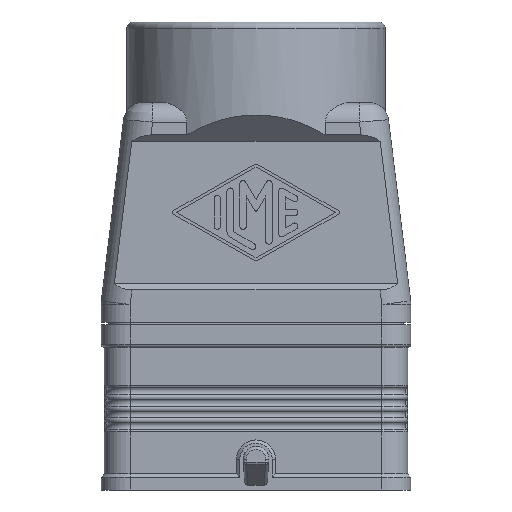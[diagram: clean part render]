
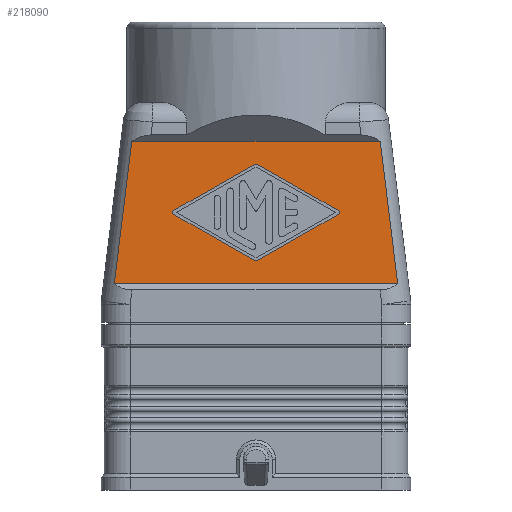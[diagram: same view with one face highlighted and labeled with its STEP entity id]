
A CAD part, front view. The second image highlights one B-rep face of the part: STEP entity #218090.
In plain terms, the highlighted planar face has unit normal (0, -1, 0).
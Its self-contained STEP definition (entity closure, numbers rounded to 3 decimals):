
#184710=CARTESIAN_POINT('',(-19.246,-15.9,75.35));
#184720=VERTEX_POINT('',#184710);
#184750=CARTESIAN_POINT('',(-22.642,-15.9,
47.695));
#184760=DIRECTION('',(-0.122,0.,-0.993));
#184770=VECTOR('',#184760,1.);
#184780=LINE('',#184750,#184770);
#184790=CARTESIAN_POINT('',(-21.948,-15.9,53.35));
#184800=VERTEX_POINT('',#184790);
#184810=EDGE_CURVE('',#184720,#184800,#184780,.T.);
#217090=CARTESIAN_POINT('',(0.,-15.9,53.35));
#217100=DIRECTION('',(0.,1.,0.));
#217110=DIRECTION('',(0.,0.,-1.));
#217120=AXIS2_PLACEMENT_3D('',#217090,#217100,#217110);
#217130=PLANE('',#217120);
#217140=CARTESIAN_POINT('',(0.,-15.9,71.35));
#217150=DIRECTION('',(0.,-1.,0.));
#217160=DIRECTION('',(1.,0.,0.));
#217170=AXIS2_PLACEMENT_3D('',#217140,#217150,#217160);
#217180=CIRCLE('',#217170,0.5);
#217190=CARTESIAN_POINT('',(0.248,-15.9,
71.784));
#217200=VERTEX_POINT('',#217190);
#217210=CARTESIAN_POINT('',(-0.248,-15.9,
71.784));
#217220=VERTEX_POINT('',#217210);
#217230=EDGE_CURVE('',#217200,#217220,#217180,.T.);
#217240=ORIENTED_EDGE('',*,*,#217230,.F.);
#217250=CARTESIAN_POINT('',(0.,-15.9,71.926));
#217260=DIRECTION('',(-0.868,0.,-0.496));
#217270=VECTOR('',#217260,1.);
#217280=LINE('',#217250,#217270);
#217290=CARTESIAN_POINT('',(-12.874,-15.9,
64.567));
#217300=VERTEX_POINT('',#217290);
#217310=EDGE_CURVE('',#217220,#217300,#217280,.T.);
#217320=ORIENTED_EDGE('',*,*,#217310,.F.);
#217330=CARTESIAN_POINT('',(-12.75,-15.9,64.35));
#217340=DIRECTION('',(0.,-1.,0.));
#217350=DIRECTION('',(1.,0.,0.));
#217360=AXIS2_PLACEMENT_3D('',#217330,#217340,#217350);
#217370=CIRCLE('',#217360,0.25);
#217380=CARTESIAN_POINT('',(-12.874,-15.9,
64.133));
#217390=VERTEX_POINT('',#217380);
#217400=EDGE_CURVE('',#217300,#217390,#217370,.T.);
#217410=ORIENTED_EDGE('',*,*,#217400,.F.);
#217420=CARTESIAN_POINT('',(0.,-15.9,56.774));
#217430=DIRECTION('',(0.868,0.,-0.496));
#217440=VECTOR('',#217430,1.);
#217450=LINE('',#217420,#217440);
#217460=CARTESIAN_POINT('',(-0.248,-15.9,
56.916));
#217470=VERTEX_POINT('',#217460);
#217480=EDGE_CURVE('',#217390,#217470,#217450,.T.);
#217490=ORIENTED_EDGE('',*,*,#217480,.F.);
#217500=CARTESIAN_POINT('',(0.,-15.9,57.35));
#217510=DIRECTION('',(0.,-1.,0.));
#217520=DIRECTION('',(1.,0.,0.));
#217530=AXIS2_PLACEMENT_3D('',#217500,#217510,#217520);
#217540=CIRCLE('',#217530,0.5);
#217550=CARTESIAN_POINT('',(0.248,-15.9,
56.916));
#217560=VERTEX_POINT('',#217550);
#217570=EDGE_CURVE('',#217470,#217560,#217540,.T.);
#217580=ORIENTED_EDGE('',*,*,#217570,.F.);
#217590=CARTESIAN_POINT('',(0.,-15.9,56.774));
#217600=DIRECTION('',(0.868,0.,0.496));
#217610=VECTOR('',#217600,1.);
#217620=LINE('',#217590,#217610);
#217630=CARTESIAN_POINT('',(12.874,-15.9,
64.133));
#217640=VERTEX_POINT('',#217630);
#217650=EDGE_CURVE('',#217560,#217640,#217620,.T.);
#217660=ORIENTED_EDGE('',*,*,#217650,.F.);
#217670=CARTESIAN_POINT('',(12.75,-15.9,64.35));
#217680=DIRECTION('',(0.,-1.,0.));
#217690=DIRECTION('',(1.,0.,0.));
#217700=AXIS2_PLACEMENT_3D('',#217670,#217680,#217690);
#217710=CIRCLE('',#217700,0.25);
#217720=CARTESIAN_POINT('',(12.874,-15.9,
64.567));
#217730=VERTEX_POINT('',#217720);
#217740=EDGE_CURVE('',#217640,#217730,#217710,.T.);
#217750=ORIENTED_EDGE('',*,*,#217740,.F.);
#217760=CARTESIAN_POINT('',(0.,-15.9,71.926));
#217770=DIRECTION('',(-0.868,0.,0.496));
#217780=VECTOR('',#217770,1.);
#217790=LINE('',#217760,#217780);
#217800=EDGE_CURVE('',#217730,#217200,#217790,.T.);
#217810=ORIENTED_EDGE('',*,*,#217800,.F.);
#217820=EDGE_LOOP('',(#217810,#217750,#217660,#217580,#217490,#217410,
#217320,#217240));
#217830=FACE_BOUND('',#217820,.T.);
#217840=ORIENTED_EDGE('',*,*,#184810,.T.);
#217850=CARTESIAN_POINT('',(0.,-15.9,75.35));
#217860=DIRECTION('',(-1.,0.,0.));
#217870=VECTOR('',#217860,1.);
#217880=LINE('',#217850,#217870);
#217890=CARTESIAN_POINT('',(19.246,-15.9,75.35));
#217900=VERTEX_POINT('',#217890);
#217910=EDGE_CURVE('',#217900,#184720,#217880,.T.);
#217920=ORIENTED_EDGE('',*,*,#217910,.T.);
#217930=CARTESIAN_POINT('',(22.642,-15.9,
47.695));
#217940=DIRECTION('',(0.122,0.,-0.993));
#217950=VECTOR('',#217940,1.);
#217960=LINE('',#217930,#217950);
#217970=CARTESIAN_POINT('',(21.948,-15.9,53.35));
#217980=VERTEX_POINT('',#217970);
#217990=EDGE_CURVE('',#217900,#217980,#217960,.T.);
#218000=ORIENTED_EDGE('',*,*,#217990,.F.);
#218010=CARTESIAN_POINT('',(0.,-15.9,53.35));
#218020=DIRECTION('',(1.,0.,0.));
#218030=VECTOR('',#218020,1.);
#218040=LINE('',#218010,#218030);
#218050=EDGE_CURVE('',#184800,#217980,#218040,.T.);
#218060=ORIENTED_EDGE('',*,*,#218050,.T.);
#218070=EDGE_LOOP('',(#218060,#218000,#217920,#217840));
#218080=FACE_OUTER_BOUND('',#218070,.T.);
#218090=ADVANCED_FACE('',(#217830,#218080),#217130,.F.);
